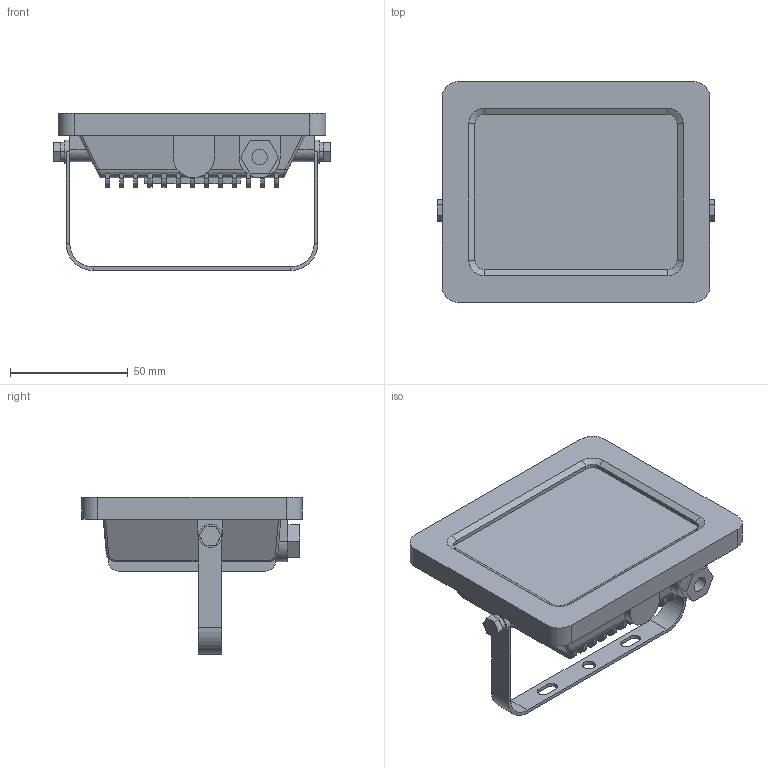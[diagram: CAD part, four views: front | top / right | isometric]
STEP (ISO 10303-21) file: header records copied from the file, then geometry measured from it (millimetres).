
FILE_DESCRIPTION (( 'STEP AP203' ), '1' );
FILE_NAME ('Ïðîæåêòîð ñâåòîäèîäíûé ÑÄÎ-3003 30Âò 6500Ê IP65 EKF Basic (FLL-3003-30-6500).STEP', '2022-04-25T10:32:17', ( '' ), ( '' ), 'SwSTEP 2.0', 'SolidWorks 2021', '' );
FILE_SCHEMA (( 'CONFIG_CONTROL_DESIGN' ));
Length unit declared in the file: millimetre
Products named in the file (1): Ïðîæåêòîð ñâåòîäèîäíûé ÑÄÎ-3003 30Âò 6500Ê IP65 EKF Basic (FLL-3003-30-6500)
Bounding box: 118.2 x 94 x 66.8 mm (x, y, z)
Volume: 209216.9 mm3; surface area: 42410.5 mm2
Topology: 1 solids, 1 shells, 306 faces, 833 edges, 533 vertices
Faces by surface type: plane 218, cylinder 80, cone 4, bspline 4
Entity records: 9813 total; most frequent: CARTESIAN_POINT 1916, ORIENTED_EDGE 1666, DIRECTION 1622, EDGE_CURVE 833, LINE 592, VECTOR 592, VERTEX_POINT 533, AXIS2_PLACEMENT_3D 515
